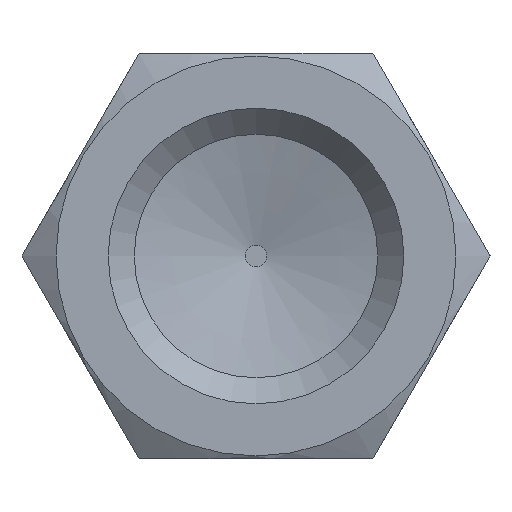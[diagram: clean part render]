
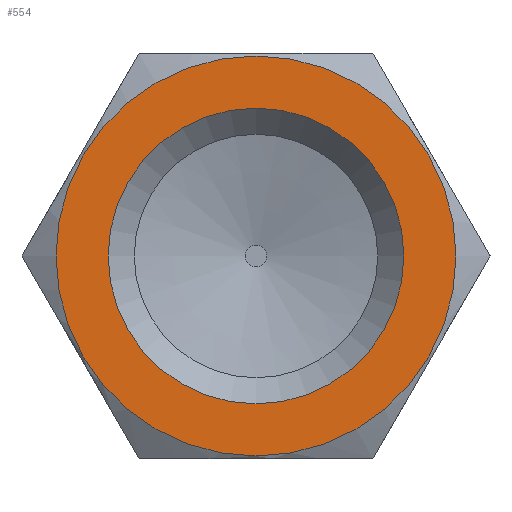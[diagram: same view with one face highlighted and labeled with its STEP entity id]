
A CAD part, left-side view. The second image highlights one B-rep face of the part: STEP entity #554.
In plain terms, the highlighted planar face has unit normal (-1, 0, 0).
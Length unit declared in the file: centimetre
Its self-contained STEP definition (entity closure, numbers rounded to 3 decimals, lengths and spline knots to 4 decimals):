
#83=FACE_BOUND('',#197,.T.);
#154=FACE_OUTER_BOUND('',#196,.T.);
#196=EDGE_LOOP('',(#407));
#197=EDGE_LOOP('',(#408));
#266=CIRCLE('',#603,0.94);
#267=CIRCLE('',#604,0.695);
#293=VERTEX_POINT('',#827);
#294=VERTEX_POINT('',#829);
#344=EDGE_CURVE('',#293,#293,#266,.T.);
#345=EDGE_CURVE('',#294,#294,#267,.T.);
#407=ORIENTED_EDGE('',*,*,#344,.F.);
#408=ORIENTED_EDGE('',*,*,#345,.T.);
#533=PLANE('',#602);
#554=ADVANCED_FACE('',(#154,#83),#533,.T.);
#602=AXIS2_PLACEMENT_3D('',#826,#677,#678);
#603=AXIS2_PLACEMENT_3D('',#828,#679,#680);
#604=AXIS2_PLACEMENT_3D('',#830,#681,#682);
#677=DIRECTION('center_axis',(-1.,0.,0.));
#678=DIRECTION('ref_axis',(0.,0.,1.));
#679=DIRECTION('center_axis',(1.,0.,0.));
#680=DIRECTION('ref_axis',(0.,1.,0.));
#681=DIRECTION('center_axis',(1.,0.,0.));
#682=DIRECTION('ref_axis',(0.,-1.,0.));
#826=CARTESIAN_POINT('Origin',(0.,0.47,0.));
#827=CARTESIAN_POINT('',(0.,0.94,0.));
#828=CARTESIAN_POINT('Origin',(0.,0.,0.));
#829=CARTESIAN_POINT('',(0.,-0.695,0.));
#830=CARTESIAN_POINT('Origin',(0.,0.,0.));
